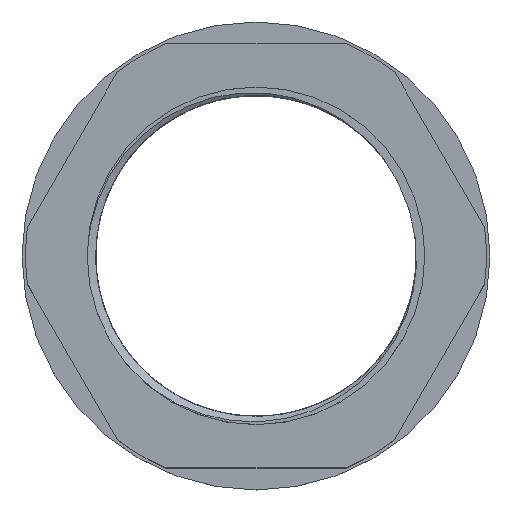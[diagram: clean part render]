
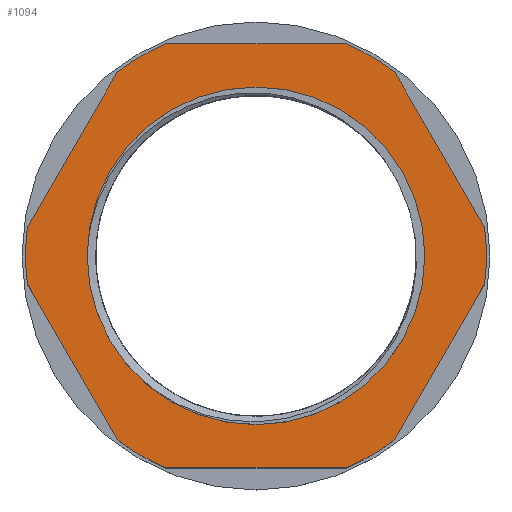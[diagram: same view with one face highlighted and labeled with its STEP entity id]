
A CAD part, top view. The second image highlights one B-rep face of the part: STEP entity #1094.
In plain terms, the highlighted planar face has unit normal (0, 0, 1).
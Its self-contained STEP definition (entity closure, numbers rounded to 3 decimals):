
#70 = DIRECTION ( 'NONE',  ( -0.5, 0.866, 0. ) ) ;
#87 = LINE ( 'NONE', #104, #2129 ) ;
#103 = CARTESIAN_POINT ( 'NONE',  ( 2382.792, 873.77, 23.424 ) ) ;
#104 = CARTESIAN_POINT ( 'NONE',  ( 2344.194, 869.03, 23.424 ) ) ;
#107 = DIRECTION ( 'NONE',  ( 0.5, -0.866, 0. ) ) ;
#572 = FACE_BOUND ( 'NONE', #1527, .T. ) ;
#580 = FACE_OUTER_BOUND ( 'NONE', #1613, .T. ) ;
#581 = DIRECTION ( 'NONE',  ( 0., 0., 1. ) ) ;
#586 = PLANE ( 'NONE',  #2147 ) ;
#588 = CARTESIAN_POINT ( 'NONE',  ( 2363.493, 871.4, 23.424 ) ) ;
#593 = DIRECTION ( 'NONE',  ( 1., 0., 0. ) ) ;
#658 = LINE ( 'NONE', #689, #2097 ) ;
#660 = LINE ( 'NONE', #690, #2123 ) ;
#689 = CARTESIAN_POINT ( 'NONE',  ( 2351.791, 886.929, 23.424 ) ) ;
#690 = CARTESIAN_POINT ( 'NONE',  ( 2375.195, 855.871, 23.424 ) ) ;
#691 = DIRECTION ( 'NONE',  ( 0.5, 0.866, 0. ) ) ;
#696 = DIRECTION ( 'NONE',  ( -0.5, -0.866, 0. ) ) ;
#705 = DIRECTION ( 'NONE',  ( 0., 0., 1. ) ) ;
#706 = DIRECTION ( 'NONE',  ( 1., 0., 0. ) ) ;
#707 = CARTESIAN_POINT ( 'NONE',  ( 2363.493, 871.4, 23.424 ) ) ;
#709 = CARTESIAN_POINT ( 'NONE',  ( 2363.493, 871.4, 23.424 ) ) ;
#715 = DIRECTION ( 'NONE',  ( -1., 0., 0. ) ) ;
#716 = LINE ( 'NONE', #726, #2108 ) ;
#726 = CARTESIAN_POINT ( 'NONE',  ( 2371.09, 889.299, 23.424 ) ) ;
#731 = LINE ( 'NONE', #742, #2102 ) ;
#734 = DIRECTION ( 'NONE',  ( 0., 0., 1. ) ) ;
#735 = CARTESIAN_POINT ( 'NONE',  ( 2363.493, 871.4, 23.424 ) ) ;
#736 = DIRECTION ( 'NONE',  ( 1., 0., 0. ) ) ;
#738 = DIRECTION ( 'NONE',  ( 0., 0., 1. ) ) ;
#740 = DIRECTION ( 'NONE',  ( 1., 0., 0. ) ) ;
#742 = CARTESIAN_POINT ( 'NONE',  ( 2355.896, 853.501, 23.424 ) ) ;
#746 = DIRECTION ( 'NONE',  ( 1., 0., 0. ) ) ;
#772 = LINE ( 'NONE', #103, #2140 ) ;
#975 = EDGE_CURVE ( 'NONE', #1497, #1481, #2185, .T. ) ;
#1003 = EDGE_CURVE ( 'NONE', #1461, #1491, #2196, .T. ) ;
#1004 = EDGE_CURVE ( 'NONE', #1485, #1482, #2194, .T. ) ;
#1021 = EDGE_CURVE ( 'NONE', #1491, #1461, #2083, .T. ) ;
#1027 = EDGE_CURVE ( 'NONE', #1532, #1541, #2074, .T. ) ;
#1035 = EDGE_CURVE ( 'NONE', #1506, #1538, #2081, .T. ) ;
#1046 = EDGE_CURVE ( 'NONE', #1541, #1555, #658, .T. ) ;
#1051 = EDGE_CURVE ( 'NONE', #1511, #1485, #660, .T. ) ;
#1053 = EDGE_CURVE ( 'NONE', #1498, #1511, #2088, .T. ) ;
#1055 = EDGE_CURVE ( 'NONE', #1555, #1497, #2134, .T. ) ;
#1058 = EDGE_CURVE ( 'NONE', #1538, #1498, #731, .T. ) ;
#1060 = EDGE_CURVE ( 'NONE', #1531, #1543, #2096, .T. ) ;
#1061 = EDGE_CURVE ( 'NONE', #1543, #1532, #716, .T. ) ;
#1068 = EDGE_CURVE ( 'NONE', #1482, #1531, #772, .T. ) ;
#1070 = EDGE_CURVE ( 'NONE', #1481, #1506, #87, .T. ) ;
#1094 = ADVANCED_FACE ( 'NONE', ( #580, #572 ), #586, .T. ) ;
#1126 = CARTESIAN_POINT ( 'NONE',  ( 2349.243, 871.4, 23.424 ) ) ;
#1167 = CARTESIAN_POINT ( 'NONE',  ( 2344.049, 871.4, 23.424 ) ) ;
#1174 = CARTESIAN_POINT ( 'NONE',  ( 2344.194, 869.03, 23.424 ) ) ;
#1180 = CARTESIAN_POINT ( 'NONE',  ( 2355.896, 853.501, 23.424 ) ) ;
#1181 = CARTESIAN_POINT ( 'NONE',  ( 2351.791, 886.929, 23.424 ) ) ;
#1187 = CARTESIAN_POINT ( 'NONE',  ( 2371.09, 889.299, 23.424 ) ) ;
#1188 = CARTESIAN_POINT ( 'NONE',  ( 2371.09, 853.501, 23.424 ) ) ;
#1195 = CARTESIAN_POINT ( 'NONE',  ( 2375.195, 886.929, 23.424 ) ) ;
#1197 = CARTESIAN_POINT ( 'NONE',  ( 2344.194, 873.77, 23.424 ) ) ;
#1205 = CARTESIAN_POINT ( 'NONE',  ( 2382.792, 869.03, 23.424 ) ) ;
#1206 = CARTESIAN_POINT ( 'NONE',  ( 2377.743, 871.4, 23.424 ) ) ;
#1209 = CARTESIAN_POINT ( 'NONE',  ( 2382.792, 873.77, 23.424 ) ) ;
#1214 = CARTESIAN_POINT ( 'NONE',  ( 2351.791, 855.871, 23.424 ) ) ;
#1215 = CARTESIAN_POINT ( 'NONE',  ( 2375.195, 855.871, 23.424 ) ) ;
#1217 = CARTESIAN_POINT ( 'NONE',  ( 2355.896, 889.299, 23.424 ) ) ;
#1372 = DIRECTION ( 'NONE',  ( 0., 0., 1. ) ) ;
#1393 = CARTESIAN_POINT ( 'NONE',  ( 2363.493, 871.4, 23.424 ) ) ;
#1398 = DIRECTION ( 'NONE',  ( 1., 0., 0. ) ) ;
#1413 = DIRECTION ( 'NONE',  ( 0., 0., 1. ) ) ;
#1416 = DIRECTION ( 'NONE',  ( 1., 0., 0. ) ) ;
#1440 = CARTESIAN_POINT ( 'NONE',  ( 2363.493, 871.4, 23.424 ) ) ;
#1457 = CARTESIAN_POINT ( 'NONE',  ( 2363.493, 871.4, 23.424 ) ) ;
#1458 = DIRECTION ( 'NONE',  ( 0., 0., 1. ) ) ;
#1461 = VERTEX_POINT ( 'NONE', #1126 ) ;
#1481 = VERTEX_POINT ( 'NONE', #1174 ) ;
#1482 = VERTEX_POINT ( 'NONE', #1209 ) ;
#1485 = VERTEX_POINT ( 'NONE', #1205 ) ;
#1491 = VERTEX_POINT ( 'NONE', #1206 ) ;
#1497 = VERTEX_POINT ( 'NONE', #1167 ) ;
#1498 = VERTEX_POINT ( 'NONE', #1188 ) ;
#1506 = VERTEX_POINT ( 'NONE', #1214 ) ;
#1511 = VERTEX_POINT ( 'NONE', #1215 ) ;
#1527 = EDGE_LOOP ( 'NONE', ( #1650, #1631 ) ) ;
#1531 = VERTEX_POINT ( 'NONE', #1195 ) ;
#1532 = VERTEX_POINT ( 'NONE', #1217 ) ;
#1538 = VERTEX_POINT ( 'NONE', #1180 ) ;
#1541 = VERTEX_POINT ( 'NONE', #1181 ) ;
#1543 = VERTEX_POINT ( 'NONE', #1187 ) ;
#1555 = VERTEX_POINT ( 'NONE', #1197 ) ;
#1613 = EDGE_LOOP ( 'NONE', ( #1653, #1641, #1622, #1630, #1640, #1632, #1644, #1638, #1658, #1652, #1645, #1662, #1657 ) ) ;
#1622 = ORIENTED_EDGE ( 'NONE', *, *, #1027, .T. ) ;
#1624 = DIRECTION ( 'NONE',  ( 1., 0., 0. ) ) ;
#1630 = ORIENTED_EDGE ( 'NONE', *, *, #1046, .T. ) ;
#1631 = ORIENTED_EDGE ( 'NONE', *, *, #1003, .F. ) ;
#1632 = ORIENTED_EDGE ( 'NONE', *, *, #975, .T. ) ;
#1638 = ORIENTED_EDGE ( 'NONE', *, *, #1035, .T. ) ;
#1640 = ORIENTED_EDGE ( 'NONE', *, *, #1055, .T. ) ;
#1641 = ORIENTED_EDGE ( 'NONE', *, *, #1061, .T. ) ;
#1644 = ORIENTED_EDGE ( 'NONE', *, *, #1070, .T. ) ;
#1645 = ORIENTED_EDGE ( 'NONE', *, *, #1051, .T. ) ;
#1650 = ORIENTED_EDGE ( 'NONE', *, *, #1021, .F. ) ;
#1652 = ORIENTED_EDGE ( 'NONE', *, *, #1053, .T. ) ;
#1653 = ORIENTED_EDGE ( 'NONE', *, *, #1060, .T. ) ;
#1657 = ORIENTED_EDGE ( 'NONE', *, *, #1068, .T. ) ;
#1658 = ORIENTED_EDGE ( 'NONE', *, *, #1058, .T. ) ;
#1662 = ORIENTED_EDGE ( 'NONE', *, *, #1004, .T. ) ;
#1756 = DIRECTION ( 'NONE',  ( 0., 0., 1. ) ) ;
#1764 = DIRECTION ( 'NONE',  ( 1., 0., 0. ) ) ;
#1766 = CARTESIAN_POINT ( 'NONE',  ( 2363.493, 871.4, 23.424 ) ) ;
#1950 = CARTESIAN_POINT ( 'NONE',  ( 2363.493, 871.4, 23.424 ) ) ;
#1961 = DIRECTION ( 'NONE',  ( 0., 0., 1. ) ) ;
#1972 = DIRECTION ( 'NONE',  ( 0., 0., 1. ) ) ;
#1974 = CARTESIAN_POINT ( 'NONE',  ( 2363.493, 871.4, 23.424 ) ) ;
#1991 = DIRECTION ( 'NONE',  ( 1., 0., 0. ) ) ;
#1997 = DIRECTION ( 'NONE',  ( 1., 0., 0. ) ) ;
#2069 = AXIS2_PLACEMENT_3D ( 'NONE', #1457, #1458, #1624 ) ;
#2070 = AXIS2_PLACEMENT_3D ( 'NONE', #1950, #1972, #1997 ) ;
#2072 = AXIS2_PLACEMENT_3D ( 'NONE', #1393, #1372, #1398 ) ;
#2074 = CIRCLE ( 'NONE', #2082, 19.444 ) ;
#2081 = CIRCLE ( 'NONE', #2069, 19.444 ) ;
#2082 = AXIS2_PLACEMENT_3D ( 'NONE', #1440, #1413, #1416 ) ;
#2083 = CIRCLE ( 'NONE', #2072, 14.25 ) ;
#2088 = CIRCLE ( 'NONE', #2117, 19.444 ) ;
#2096 = CIRCLE ( 'NONE', #2125, 19.444 ) ;
#2097 = VECTOR ( 'NONE', #696, 1000. ) ;
#2102 = VECTOR ( 'NONE', #740, 1000. ) ;
#2108 = VECTOR ( 'NONE', #715, 1000. ) ;
#2111 = AXIS2_PLACEMENT_3D ( 'NONE', #709, #738, #746 ) ;
#2117 = AXIS2_PLACEMENT_3D ( 'NONE', #707, #705, #706 ) ;
#2123 = VECTOR ( 'NONE', #691, 1000. ) ;
#2125 = AXIS2_PLACEMENT_3D ( 'NONE', #735, #734, #736 ) ;
#2129 = VECTOR ( 'NONE', #107, 1000. ) ;
#2134 = CIRCLE ( 'NONE', #2111, 19.444 ) ;
#2140 = VECTOR ( 'NONE', #70, 1000. ) ;
#2147 = AXIS2_PLACEMENT_3D ( 'NONE', #588, #581, #593 ) ;
#2185 = CIRCLE ( 'NONE', #2189, 19.444 ) ;
#2189 = AXIS2_PLACEMENT_3D ( 'NONE', #1766, #1756, #1764 ) ;
#2194 = CIRCLE ( 'NONE', #2070, 19.444 ) ;
#2195 = AXIS2_PLACEMENT_3D ( 'NONE', #1974, #1961, #1991 ) ;
#2196 = CIRCLE ( 'NONE', #2195, 14.25 ) ;
